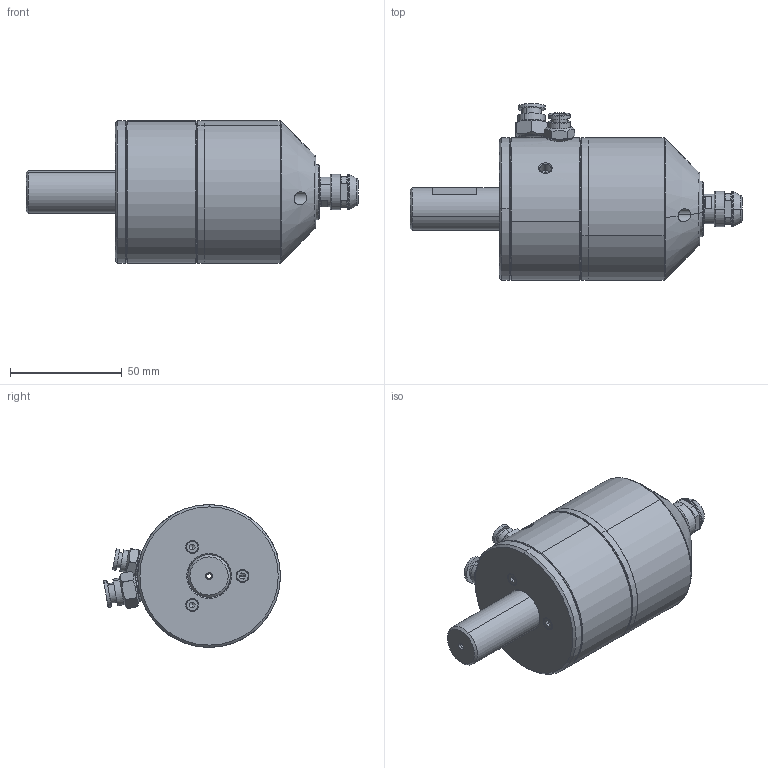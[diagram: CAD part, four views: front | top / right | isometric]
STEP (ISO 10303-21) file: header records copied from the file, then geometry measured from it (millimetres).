
FILE_DESCRIPTION (( 'STEP AP203' ), '1' );
FILE_NAME ('PL600-H3440.STEP', '2018-02-06T07:14:37', ( '' ), ( '' ), 'SwSTEP 2.0', 'SolidWorks 2013', '' );
FILE_SCHEMA (( 'CONFIG_CONTROL_DESIGN' ));
Length unit declared in the file: millimetre
Products named in the file (1): PL600-H3440
Bounding box: 148.87 x 79.35 x 64.06 mm (x, y, z)
Surface area: 41180 mm2 (no closed solid volume)
Topology: 0 solids, 34 shells, 321 faces, 825 edges, 526 vertices
Faces by surface type: cone 112, cylinder 103, plane 98, torus 8
Entity records: 10362 total; most frequent: CARTESIAN_POINT 2485, DIRECTION 1767, ORIENTED_EDGE 1407, EDGE_CURVE 807, AXIS2_PLACEMENT_3D 704, VERTEX_POINT 526, CIRCLE 382, EDGE_LOOP 372
